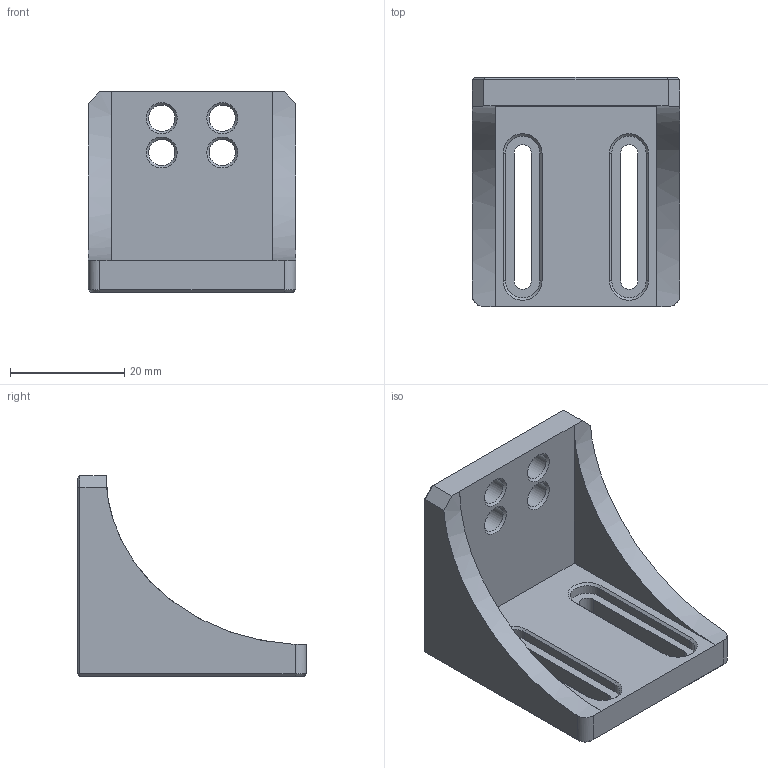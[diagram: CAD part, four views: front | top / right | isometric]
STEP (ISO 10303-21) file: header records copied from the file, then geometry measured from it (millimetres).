
FILE_DESCRIPTION(('FreeCAD Model'),'2;1');
FILE_NAME('Open CASCADE Shape Model','2025-08-15T18:39:14',(''),(''), 'Open CASCADE STEP processor 7.8','FreeCAD','Unknown');
FILE_SCHEMA(('AUTOMOTIVE_DESIGN { 1 0 10303 214 1 1 1 1 }'));
Length unit declared in the file: millimetre
Products named in the file (1): Klickystyle_joint
Bounding box: 36.25 x 40 x 35 mm (x, y, z)
Volume: 13517.5 mm3; surface area: 7268.8 mm2
Topology: 1 solids, 1 shells, 75 faces, 171 edges, 100 vertices
Faces by surface type: plane 41, cone 18, cylinder 14, extrusion 2
Full cylindrical faces by diameter (mm): 4.6 x4
Entity records: 4660 total; most frequent: CARTESIAN_POINT 1091, DIRECTION 683, VECTOR 423, LINE 421, ORIENTED_EDGE 342, PCURVE 342, DEFINITIONAL_REPRESENTATION 342, EDGE_CURVE 171
